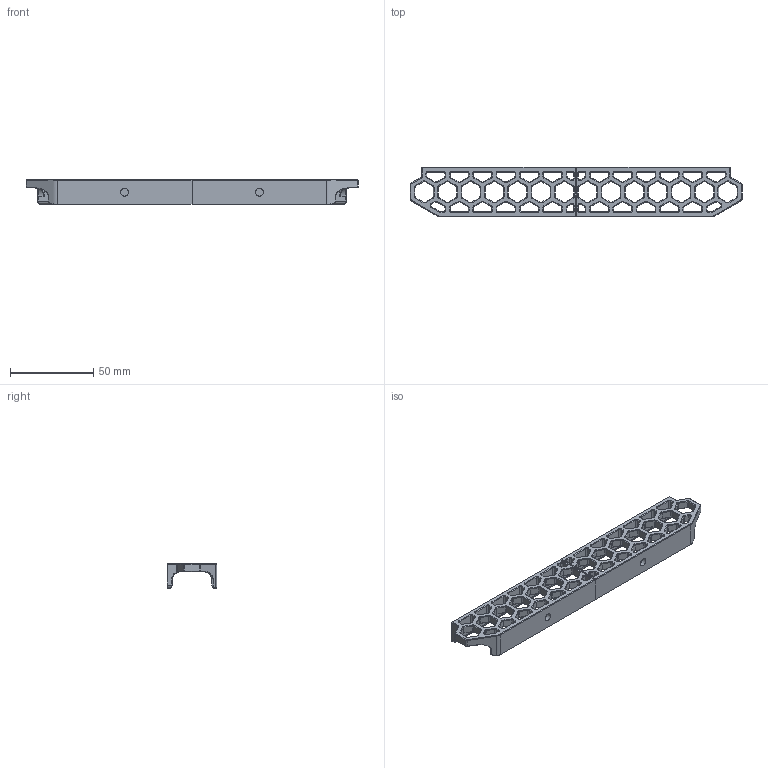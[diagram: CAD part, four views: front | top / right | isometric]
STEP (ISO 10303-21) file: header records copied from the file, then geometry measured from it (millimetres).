
FILE_DESCRIPTION(/* description */ (''),/* implementation_level */ '2;1');
FILE_NAME(/* name */ 'V0_Electronic_Panel_Skirts.step',/* time_stamp */ '2024-02-29T13:48:41-06:00',/* author */ (''),/* organization */ (''),/* preprocessor_version */ 'ST-DEVELOPER v20',/* originating_system */ 'Autodesk Translation Framework v12.20.1.177',/* authorisation */ '');
FILE_SCHEMA (('AUTOMOTIVE_DESIGN { 1 0 10303 214 3 1 1 }'));
Products named in the file (1): v0_skirts
Bounding box: 200 x 30 x 15 mm (x, y, z)
Volume: 25371.4 mm3; surface area: 21376.3 mm2
Topology: 2 solids, 2 shells, 1444 faces, 3474 edges, 1952 vertices
Faces by surface type: plane 600, cone 396, cylinder 274, bspline 174
Full cylindrical faces by diameter (mm): 3.4 x4, 4.7 x2, 6 x4
Entity records: 68112 total; most frequent: CARTESIAN_POINT 35589, ORIENTED_EDGE 6832, DIRECTION 6554, EDGE_CURVE 3416, LINE 2232, VECTOR 2232, AXIS2_PLACEMENT_3D 2161, VERTEX_POINT 1952
